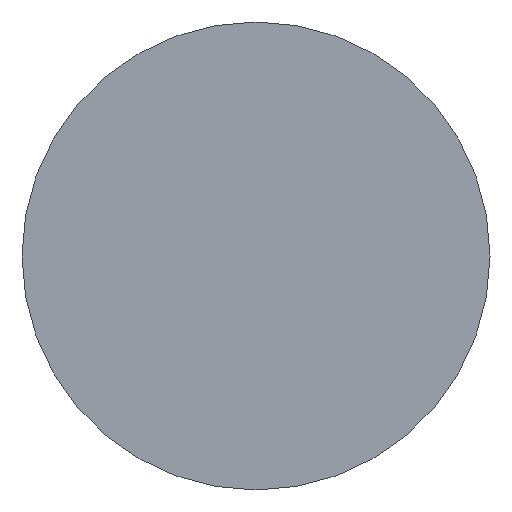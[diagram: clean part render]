
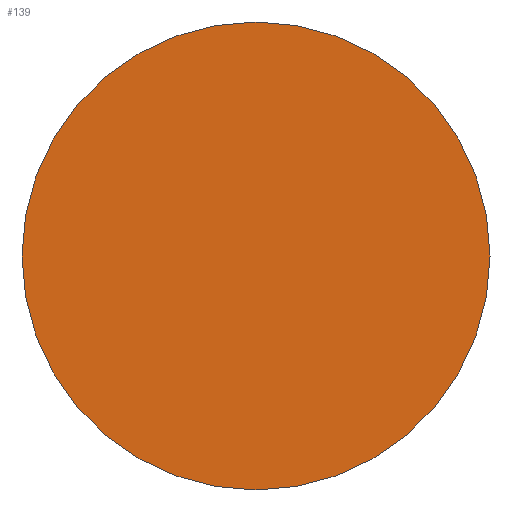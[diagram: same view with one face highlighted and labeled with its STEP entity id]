
A CAD part, left-side view. The second image highlights one B-rep face of the part: STEP entity #139.
In plain terms, the highlighted planar face has unit normal (-1, 0, 0).
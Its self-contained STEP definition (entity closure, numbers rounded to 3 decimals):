
#2 = EDGE_CURVE ( 'NONE', #111, #73, #54, .T. ) ;
#16 = DIRECTION ( 'NONE',  ( 1., 0., 0. ) ) ;
#17 = EDGE_CURVE ( 'NONE', #73, #111, #82, .T. ) ;
#30 = CARTESIAN_POINT ( 'NONE',  ( 47.702, 28.478, 5. ) ) ;
#54 = CIRCLE ( 'NONE', #122, 5. ) ;
#55 = DIRECTION ( 'NONE',  ( -1., 0., 0. ) ) ;
#67 = CARTESIAN_POINT ( 'NONE',  ( 47.702, 28.478, 0. ) ) ;
#73 = VERTEX_POINT ( 'NONE', #134 ) ;
#78 = EDGE_LOOP ( 'NONE', ( #142, #87 ) ) ;
#82 = CIRCLE ( 'NONE', #137, 5. ) ;
#87 = ORIENTED_EDGE ( 'NONE', *, *, #17, .T. ) ;
#111 = VERTEX_POINT ( 'NONE', #30 ) ;
#115 = DIRECTION ( 'NONE',  ( 0., 0., -1. ) ) ;
#116 = PLANE ( 'NONE',  #141 ) ;
#122 = AXIS2_PLACEMENT_3D ( 'NONE', #136, #55, #147 ) ;
#134 = CARTESIAN_POINT ( 'NONE',  ( 47.702, 28.478, -5. ) ) ;
#136 = CARTESIAN_POINT ( 'NONE',  ( 47.702, 28.478, 0. ) ) ;
#137 = AXIS2_PLACEMENT_3D ( 'NONE', #67, #153, #170 ) ;
#139 = ADVANCED_FACE ( 'NONE', ( #166 ), #116, .F. ) ;
#141 = AXIS2_PLACEMENT_3D ( 'NONE', #164, #16, #115 ) ;
#142 = ORIENTED_EDGE ( 'NONE', *, *, #2, .T. ) ;
#147 = DIRECTION ( 'NONE',  ( 0., 0., 1. ) ) ;
#153 = DIRECTION ( 'NONE',  ( -1., 0., 0. ) ) ;
#164 = CARTESIAN_POINT ( 'NONE',  ( 47.702, 28.478, 0. ) ) ;
#166 = FACE_OUTER_BOUND ( 'NONE', #78, .T. ) ;
#170 = DIRECTION ( 'NONE',  ( 0., 0., 1. ) ) ;
